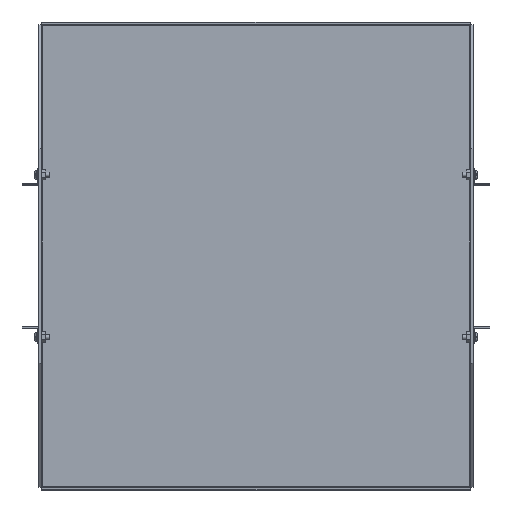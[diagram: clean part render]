
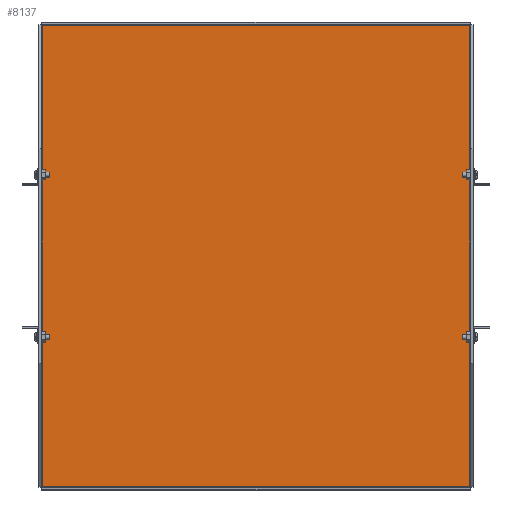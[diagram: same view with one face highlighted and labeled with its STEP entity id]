
A CAD part, top view. The second image highlights one B-rep face of the part: STEP entity #8137.
In plain terms, the highlighted planar face has unit normal (0, 0, 1).
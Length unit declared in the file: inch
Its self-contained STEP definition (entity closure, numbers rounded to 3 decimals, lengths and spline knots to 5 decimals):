
#50 = CARTESIAN_POINT ( 'NONE',  ( -8.6695, -9.357, 0. ) ) ;
#381 = CARTESIAN_POINT ( 'NONE',  ( 8.6695, -9.357, 0. ) ) ;
#592 = EDGE_CURVE ( 'NONE', #1449, #5948, #6002, .T. ) ;
#1150 = LINE ( 'NONE', #5746, #1570 ) ;
#1449 = VERTEX_POINT ( 'NONE', #381 ) ;
#1570 = VECTOR ( 'NONE', #8082, 39.37008 ) ;
#1598 = PLANE ( 'NONE',  #1918 ) ;
#1918 = AXIS2_PLACEMENT_3D ( 'NONE', #12890, #5080, #11760 ) ;
#2289 = VERTEX_POINT ( 'NONE', #3120 ) ;
#2322 = LINE ( 'NONE', #13692, #12141 ) ;
#2807 = FACE_OUTER_BOUND ( 'NONE', #10360, .T. ) ;
#3096 = ORIENTED_EDGE ( 'NONE', *, *, #14829, .T. ) ;
#3120 = CARTESIAN_POINT ( 'NONE',  ( -8.6695, 9.357, 0. ) ) ;
#3467 = VERTEX_POINT ( 'NONE', #50 ) ;
#4278 = CARTESIAN_POINT ( 'NONE',  ( -8.6695, 9.357, 0. ) ) ;
#4647 = DIRECTION ( 'NONE',  ( 0., 1., 0. ) ) ;
#4954 = CARTESIAN_POINT ( 'NONE',  ( 8.6695, 9.357, 0. ) ) ;
#5080 = DIRECTION ( 'NONE',  ( 0., 0., 1. ) ) ;
#5307 = ORIENTED_EDGE ( 'NONE', *, *, #592, .T. ) ;
#5678 = EDGE_CURVE ( 'NONE', #2289, #3467, #11057, .T. ) ;
#5746 = CARTESIAN_POINT ( 'NONE',  ( 8.6695, -9.357, 0. ) ) ;
#5948 = VERTEX_POINT ( 'NONE', #4954 ) ;
#6002 = LINE ( 'NONE', #10589, #9603 ) ;
#7418 = ORIENTED_EDGE ( 'NONE', *, *, #5678, .T. ) ;
#8082 = DIRECTION ( 'NONE',  ( 1., 0., 0. ) ) ;
#8137 = ADVANCED_FACE ( 'NONE', ( #2807 ), #1598, .T. ) ;
#9603 = VECTOR ( 'NONE', #4647, 39.37008 ) ;
#10360 = EDGE_LOOP ( 'NONE', ( #11551, #5307, #3096, #7418 ) ) ;
#10589 = CARTESIAN_POINT ( 'NONE',  ( 8.6695, -9.357, 0. ) ) ;
#11057 = LINE ( 'NONE', #4278, #13753 ) ;
#11551 = ORIENTED_EDGE ( 'NONE', *, *, #13563, .T. ) ;
#11760 = DIRECTION ( 'NONE',  ( 1., 0., 0. ) ) ;
#12141 = VECTOR ( 'NONE', #14891, 39.37008 ) ;
#12890 = CARTESIAN_POINT ( 'NONE',  ( -8.6695, -9.5, 0. ) ) ;
#13563 = EDGE_CURVE ( 'NONE', #3467, #1449, #1150, .T. ) ;
#13692 = CARTESIAN_POINT ( 'NONE',  ( -8.6695, 9.357, 0. ) ) ;
#13753 = VECTOR ( 'NONE', #14589, 39.37008 ) ;
#14589 = DIRECTION ( 'NONE',  ( 0., -1., 0. ) ) ;
#14829 = EDGE_CURVE ( 'NONE', #5948, #2289, #2322, .T. ) ;
#14891 = DIRECTION ( 'NONE',  ( -1., 0., 0. ) ) ;
